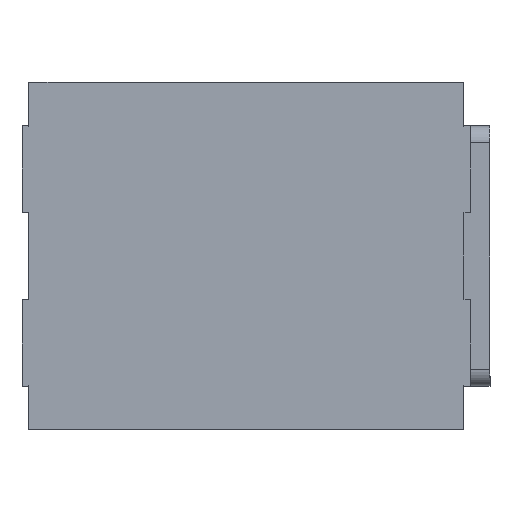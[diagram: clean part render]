
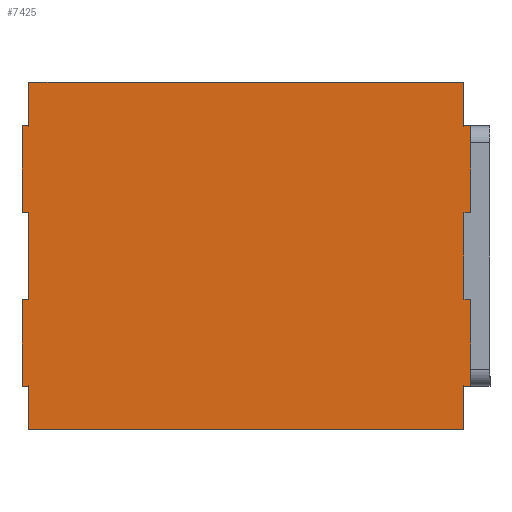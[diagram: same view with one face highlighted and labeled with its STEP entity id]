
A CAD part, front view. The second image highlights one B-rep face of the part: STEP entity #7425.
In plain terms, the highlighted face is planar.
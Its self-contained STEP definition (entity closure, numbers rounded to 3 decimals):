
#950=FACE_OUTER_BOUND('',#1363,.T.);
#1363=EDGE_LOOP('',(#5030,#5031,#5032,#5033,#5034,#5035,#5036,#5037,#5038,
#5039,#5040,#5041,#5042,#5043,#5044,#5045,#5046,#5047,#5048,#5049));
#1778=LINE('',#9448,#2374);
#1780=LINE('',#9454,#2376);
#1789=LINE('',#9470,#2385);
#1800=LINE('',#9493,#2396);
#1804=LINE('',#9501,#2400);
#1820=LINE('',#9531,#2416);
#1825=LINE('',#9541,#2421);
#1828=LINE('',#9548,#2424);
#1833=LINE('',#9556,#2429);
#1834=LINE('',#9559,#2430);
#1835=LINE('',#9561,#2431);
#1836=LINE('',#9563,#2432);
#1837=LINE('',#9565,#2433);
#1838=LINE('',#9567,#2434);
#1839=LINE('',#9569,#2435);
#1840=LINE('',#9571,#2436);
#1841=LINE('',#9573,#2437);
#1842=LINE('',#9575,#2438);
#1843=LINE('',#9577,#2439);
#1844=LINE('',#9578,#2440);
#2374=VECTOR('',#8197,10.);
#2376=VECTOR('',#8201,10.);
#2385=VECTOR('',#8214,10.);
#2396=VECTOR('',#8235,10.);
#2400=VECTOR('',#8239,10.);
#2416=VECTOR('',#8257,10.);
#2421=VECTOR('',#8268,10.);
#2424=VECTOR('',#8275,10.);
#2429=VECTOR('',#8282,10.);
#2430=VECTOR('',#8285,10.);
#2431=VECTOR('',#8286,10.);
#2432=VECTOR('',#8287,10.);
#2433=VECTOR('',#8288,10.);
#2434=VECTOR('',#8289,10.);
#2435=VECTOR('',#8290,10.);
#2436=VECTOR('',#8291,10.);
#2437=VECTOR('',#8292,10.);
#2438=VECTOR('',#8293,10.);
#2439=VECTOR('',#8294,10.);
#2440=VECTOR('',#8295,10.);
#2964=VERTEX_POINT('',#9434);
#2970=VERTEX_POINT('',#9446);
#2971=VERTEX_POINT('',#9450);
#2973=VERTEX_POINT('',#9453);
#2985=VERTEX_POINT('',#9492);
#2988=VERTEX_POINT('',#9498);
#2989=VERTEX_POINT('',#9500);
#3002=VERTEX_POINT('',#9529);
#3004=VERTEX_POINT('',#9539);
#3006=VERTEX_POINT('',#9547);
#3009=VERTEX_POINT('',#9558);
#3010=VERTEX_POINT('',#9560);
#3011=VERTEX_POINT('',#9562);
#3012=VERTEX_POINT('',#9564);
#3013=VERTEX_POINT('',#9566);
#3014=VERTEX_POINT('',#9568);
#3015=VERTEX_POINT('',#9570);
#3016=VERTEX_POINT('',#9572);
#3017=VERTEX_POINT('',#9574);
#3018=VERTEX_POINT('',#9576);
#3758=EDGE_CURVE('',#2964,#2970,#1778,.T.);
#3760=EDGE_CURVE('',#2971,#2973,#1780,.T.);
#3769=EDGE_CURVE('',#2970,#2973,#1789,.T.);
#3780=EDGE_CURVE('',#2985,#2964,#1800,.T.);
#3784=EDGE_CURVE('',#2989,#2988,#1804,.T.);
#3800=EDGE_CURVE('',#2971,#3002,#1820,.T.);
#3805=EDGE_CURVE('',#3004,#3002,#1825,.T.);
#3808=EDGE_CURVE('',#2989,#3006,#1828,.T.);
#3813=EDGE_CURVE('',#3004,#3006,#1833,.T.);
#3814=EDGE_CURVE('',#2988,#3009,#1834,.T.);
#3815=EDGE_CURVE('',#3009,#3010,#1835,.T.);
#3816=EDGE_CURVE('',#3010,#3011,#1836,.T.);
#3817=EDGE_CURVE('',#3012,#3011,#1837,.T.);
#3818=EDGE_CURVE('',#3012,#3013,#1838,.T.);
#3819=EDGE_CURVE('',#3013,#3014,#1839,.T.);
#3820=EDGE_CURVE('',#3014,#3015,#1840,.T.);
#3821=EDGE_CURVE('',#3016,#3015,#1841,.T.);
#3822=EDGE_CURVE('',#3017,#3016,#1842,.T.);
#3823=EDGE_CURVE('',#3017,#3018,#1843,.T.);
#3824=EDGE_CURVE('',#3018,#2985,#1844,.T.);
#5030=ORIENTED_EDGE('',*,*,#3800,.T.);
#5031=ORIENTED_EDGE('',*,*,#3805,.F.);
#5032=ORIENTED_EDGE('',*,*,#3813,.T.);
#5033=ORIENTED_EDGE('',*,*,#3808,.F.);
#5034=ORIENTED_EDGE('',*,*,#3784,.T.);
#5035=ORIENTED_EDGE('',*,*,#3814,.T.);
#5036=ORIENTED_EDGE('',*,*,#3815,.T.);
#5037=ORIENTED_EDGE('',*,*,#3816,.T.);
#5038=ORIENTED_EDGE('',*,*,#3817,.F.);
#5039=ORIENTED_EDGE('',*,*,#3818,.T.);
#5040=ORIENTED_EDGE('',*,*,#3819,.T.);
#5041=ORIENTED_EDGE('',*,*,#3820,.T.);
#5042=ORIENTED_EDGE('',*,*,#3821,.F.);
#5043=ORIENTED_EDGE('',*,*,#3822,.F.);
#5044=ORIENTED_EDGE('',*,*,#3823,.T.);
#5045=ORIENTED_EDGE('',*,*,#3824,.T.);
#5046=ORIENTED_EDGE('',*,*,#3780,.T.);
#5047=ORIENTED_EDGE('',*,*,#3758,.T.);
#5048=ORIENTED_EDGE('',*,*,#3769,.T.);
#5049=ORIENTED_EDGE('',*,*,#3760,.F.);
#7304=PLANE('',#7877);
#7425=ADVANCED_FACE('',(#950),#7304,.F.);
#7877=AXIS2_PLACEMENT_3D('',#9557,#8283,#8284);
#8197=DIRECTION('',(0.,1.,0.));
#8201=DIRECTION('',(0.,1.,0.));
#8214=DIRECTION('',(1.,0.,0.));
#8235=DIRECTION('',(1.,0.,0.));
#8239=DIRECTION('',(1.,0.,0.));
#8257=DIRECTION('',(1.,0.,0.));
#8268=DIRECTION('',(0.,-1.,0.));
#8275=DIRECTION('',(0.,1.,0.));
#8282=DIRECTION('',(1.,0.,0.));
#8283=DIRECTION('center_axis',(0.,0.,1.));
#8284=DIRECTION('ref_axis',(1.,0.,0.));
#8285=DIRECTION('',(0.,-1.,0.));
#8286=DIRECTION('',(-1.,0.,0.));
#8287=DIRECTION('',(0.,-1.,0.));
#8288=DIRECTION('',(1.,0.,0.));
#8289=DIRECTION('',(0.,1.,0.));
#8290=DIRECTION('',(-1.,0.,0.));
#8291=DIRECTION('',(0.,-1.,0.));
#8292=DIRECTION('',(1.,0.,0.));
#8293=DIRECTION('',(0.,-1.,0.));
#8294=DIRECTION('',(-1.,0.,0.));
#8295=DIRECTION('',(0.,1.,0.));
#9434=CARTESIAN_POINT('',(-15.,25.,0.));
#9446=CARTESIAN_POINT('',(-15.,25.8,0.));
#9448=CARTESIAN_POINT('',(-15.,25.,0.));
#9450=CARTESIAN_POINT('',(-5.,25.,0.));
#9453=CARTESIAN_POINT('',(-5.,25.8,0.));
#9454=CARTESIAN_POINT('',(-5.,25.,0.));
#9470=CARTESIAN_POINT('',(-5.,25.8,0.));
#9492=CARTESIAN_POINT('',(-20.,25.,0.));
#9493=CARTESIAN_POINT('',(-20.,25.,0.));
#9498=CARTESIAN_POINT('',(20.,25.,0.));
#9500=CARTESIAN_POINT('',(15.,25.,0.));
#9501=CARTESIAN_POINT('',(-20.,25.,0.));
#9529=CARTESIAN_POINT('',(5.,25.,0.));
#9531=CARTESIAN_POINT('',(-20.,25.,0.));
#9539=CARTESIAN_POINT('',(5.,25.8,0.));
#9541=CARTESIAN_POINT('',(5.,25.,0.));
#9547=CARTESIAN_POINT('',(15.,25.8,0.));
#9548=CARTESIAN_POINT('',(15.,25.,0.));
#9556=CARTESIAN_POINT('',(5.,25.8,0.));
#9557=CARTESIAN_POINT('Origin',(0.,0.,0.));
#9558=CARTESIAN_POINT('',(20.,-25.,0.));
#9559=CARTESIAN_POINT('',(20.,25.,0.));
#9560=CARTESIAN_POINT('',(15.,-25.,0.));
#9561=CARTESIAN_POINT('',(20.,-25.,0.));
#9562=CARTESIAN_POINT('',(15.,-25.8,0.));
#9563=CARTESIAN_POINT('',(15.,-25.,0.));
#9564=CARTESIAN_POINT('',(5.,-25.8,0.));
#9565=CARTESIAN_POINT('',(5.,-25.8,0.));
#9566=CARTESIAN_POINT('',(5.,-25.,0.));
#9567=CARTESIAN_POINT('',(5.,-25.,0.));
#9568=CARTESIAN_POINT('',(-5.,-25.,0.));
#9569=CARTESIAN_POINT('',(20.,-25.,0.));
#9570=CARTESIAN_POINT('',(-5.,-25.8,0.));
#9571=CARTESIAN_POINT('',(-5.,-25.,0.));
#9572=CARTESIAN_POINT('',(-15.,-25.8,0.));
#9573=CARTESIAN_POINT('',(-5.,-25.8,0.));
#9574=CARTESIAN_POINT('',(-15.,-25.,0.));
#9575=CARTESIAN_POINT('',(-15.,-25.,0.));
#9576=CARTESIAN_POINT('',(-20.,-25.,0.));
#9577=CARTESIAN_POINT('',(20.,-25.,0.));
#9578=CARTESIAN_POINT('',(-20.,-25.,0.));
